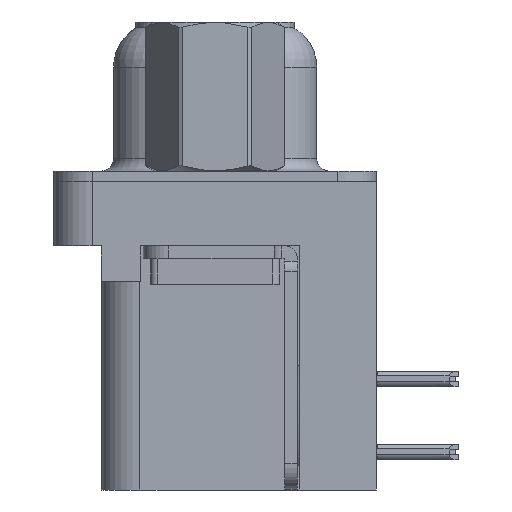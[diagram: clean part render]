
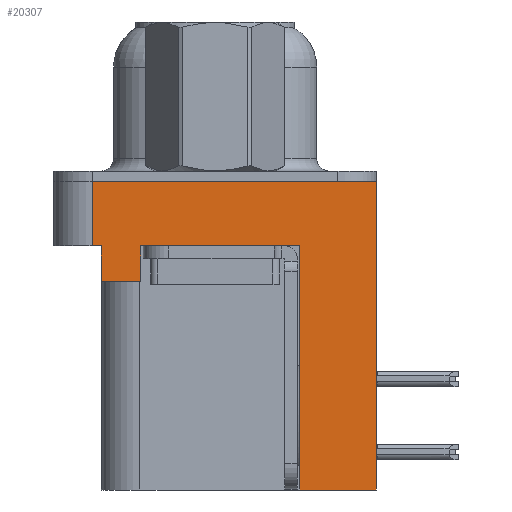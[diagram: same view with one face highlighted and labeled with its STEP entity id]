
A CAD part, left-side view. The second image highlights one B-rep face of the part: STEP entity #20307.
In plain terms, the highlighted planar face has unit normal (-1, 0, 0).
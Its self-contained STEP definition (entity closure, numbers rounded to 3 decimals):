
#125 = EDGE_CURVE ( 'NONE', #1698, #27223, #26140, .T. ) ;
#148 = CARTESIAN_POINT ( 'NONE',  ( -2.935, 4.425, -3.9 ) ) ;
#249 = DIRECTION ( 'NONE',  ( 0., 0., 1. ) ) ;
#453 = LINE ( 'NONE', #8864, #13036 ) ;
#603 = CARTESIAN_POINT ( 'NONE',  ( -2.935, -6.275, -12. ) ) ;
#708 = DIRECTION ( 'NONE',  ( 0., 0., 1. ) ) ;
#1226 = DIRECTION ( 'NONE',  ( -1., 0., 0. ) ) ;
#1698 = VERTEX_POINT ( 'NONE', #603 ) ;
#1779 = ORIENTED_EDGE ( 'NONE', *, *, #17554, .T. ) ;
#1837 = ORIENTED_EDGE ( 'NONE', *, *, #27674, .T. ) ;
#1858 = LINE ( 'NONE', #24780, #13283 ) ;
#2126 = CARTESIAN_POINT ( 'NONE',  ( -2.935, -6.275, 0. ) ) ;
#3071 = FACE_OUTER_BOUND ( 'NONE', #28704, .T. ) ;
#3077 = EDGE_CURVE ( 'NONE', #28541, #8110, #28785, .T. ) ;
#3191 = ORIENTED_EDGE ( 'NONE', *, *, #3077, .F. ) ;
#3443 = CARTESIAN_POINT ( 'NONE',  ( -2.935, -3.295, -12. ) ) ;
#3532 = CARTESIAN_POINT ( 'NONE',  ( -2.935, -6.275, -2.5 ) ) ;
#3571 = DIRECTION ( 'NONE',  ( 0., 0., 1. ) ) ;
#4385 = VECTOR ( 'NONE', #21955, 1000. ) ;
#4767 = LINE ( 'NONE', #2126, #4385 ) ;
#4810 = VERTEX_POINT ( 'NONE', #9748 ) ;
#5018 = VERTEX_POINT ( 'NONE', #25413 ) ;
#5561 = DIRECTION ( 'NONE',  ( 0., 1., 0. ) ) ;
#6095 = DIRECTION ( 'NONE',  ( 0., 0., 1. ) ) ;
#6442 = DIRECTION ( 'NONE',  ( 0., 0., 1. ) ) ;
#6461 = LINE ( 'NONE', #31186, #24567 ) ;
#6940 = CARTESIAN_POINT ( 'NONE',  ( -2.935, 4.425, -3.9 ) ) ;
#7048 = CARTESIAN_POINT ( 'NONE',  ( -2.935, -6.275, -2.5 ) ) ;
#7320 = ORIENTED_EDGE ( 'NONE', *, *, #17356, .F. ) ;
#8110 = VERTEX_POINT ( 'NONE', #12252 ) ;
#8113 = LINE ( 'NONE', #12505, #15135 ) ;
#8651 = ORIENTED_EDGE ( 'NONE', *, *, #12752, .T. ) ;
#8711 = VECTOR ( 'NONE', #14172, 1000. ) ;
#8864 = CARTESIAN_POINT ( 'NONE',  ( -2.935, 4.775, -2.5 ) ) ;
#9563 = DIRECTION ( 'NONE',  ( 0., 1., 0. ) ) ;
#9748 = CARTESIAN_POINT ( 'NONE',  ( -2.935, 4.775, 0. ) ) ;
#12252 = CARTESIAN_POINT ( 'NONE',  ( -2.935, -3.295, -2.5 ) ) ;
#12505 = CARTESIAN_POINT ( 'NONE',  ( -2.935, 4.425, -3.9 ) ) ;
#12651 = CARTESIAN_POINT ( 'NONE',  ( -2.935, 2.895, -3.9 ) ) ;
#12752 = EDGE_CURVE ( 'NONE', #31763, #25114, #6461, .T. ) ;
#13036 = VECTOR ( 'NONE', #6442, 1000. ) ;
#13283 = VECTOR ( 'NONE', #9563, 1000. ) ;
#13437 = AXIS2_PLACEMENT_3D ( 'NONE', #3532, #1226, #6095 ) ;
#14035 = ORIENTED_EDGE ( 'NONE', *, *, #30108, .F. ) ;
#14172 = DIRECTION ( 'NONE',  ( 0., -1., 0. ) ) ;
#15135 = VECTOR ( 'NONE', #5561, 1000. ) ;
#16561 = CARTESIAN_POINT ( 'NONE',  ( -2.935, 2.895, -2.5 ) ) ;
#17003 = LINE ( 'NONE', #7048, #21345 ) ;
#17356 = EDGE_CURVE ( 'NONE', #5018, #4810, #453, .T. ) ;
#17554 = EDGE_CURVE ( 'NONE', #25114, #8110, #23725, .T. ) ;
#17729 = ORIENTED_EDGE ( 'NONE', *, *, #125, .T. ) ;
#17780 = CARTESIAN_POINT ( 'NONE',  ( -2.935, -6.275, 0. ) ) ;
#20307 = ADVANCED_FACE ( 'NONE', ( #3071 ), #28170, .T. ) ;
#20414 = VECTOR ( 'NONE', #708, 1000. ) ;
#20692 = CARTESIAN_POINT ( 'NONE',  ( -2.935, 4.425, -2.5 ) ) ;
#21334 = ORIENTED_EDGE ( 'NONE', *, *, #23154, .F. ) ;
#21345 = VECTOR ( 'NONE', #29909, 1000. ) ;
#21383 = VERTEX_POINT ( 'NONE', #6940 ) ;
#21404 = EDGE_CURVE ( 'NONE', #1698, #28541, #1858, .T. ) ;
#21771 = VECTOR ( 'NONE', #24871, 1000. ) ;
#21955 = DIRECTION ( 'NONE',  ( 0., -1., 0. ) ) ;
#23154 = EDGE_CURVE ( 'NONE', #31763, #21383, #8113, .T. ) ;
#23725 = LINE ( 'NONE', #26457, #8711 ) ;
#24567 = VECTOR ( 'NONE', #3571, 1000. ) ;
#24780 = CARTESIAN_POINT ( 'NONE',  ( -2.935, -3.295, -12. ) ) ;
#24871 = DIRECTION ( 'NONE',  ( 0., 0., 1. ) ) ;
#25114 = VERTEX_POINT ( 'NONE', #16561 ) ;
#25214 = EDGE_CURVE ( 'NONE', #4810, #27223, #4767, .T. ) ;
#25413 = CARTESIAN_POINT ( 'NONE',  ( -2.935, 4.775, -2.5 ) ) ;
#25895 = ORIENTED_EDGE ( 'NONE', *, *, #21404, .F. ) ;
#26140 = LINE ( 'NONE', #32758, #21771 ) ;
#26457 = CARTESIAN_POINT ( 'NONE',  ( -2.935, -6.275, -2.5 ) ) ;
#27121 = CARTESIAN_POINT ( 'NONE',  ( -2.935, -3.295, -12. ) ) ;
#27223 = VERTEX_POINT ( 'NONE', #17780 ) ;
#27674 = EDGE_CURVE ( 'NONE', #5018, #32237, #17003, .T. ) ;
#28170 = PLANE ( 'NONE',  #13437 ) ;
#28541 = VERTEX_POINT ( 'NONE', #27121 ) ;
#28704 = EDGE_LOOP ( 'NONE', ( #30320, #7320, #1837, #14035, #21334, #8651, #1779, #3191, #25895, #17729 ) ) ;
#28775 = LINE ( 'NONE', #148, #29567 ) ;
#28785 = LINE ( 'NONE', #3443, #20414 ) ;
#29567 = VECTOR ( 'NONE', #249, 1000. ) ;
#29909 = DIRECTION ( 'NONE',  ( 0., -1., 0. ) ) ;
#30108 = EDGE_CURVE ( 'NONE', #21383, #32237, #28775, .T. ) ;
#30320 = ORIENTED_EDGE ( 'NONE', *, *, #25214, .F. ) ;
#31186 = CARTESIAN_POINT ( 'NONE',  ( -2.935, 2.895, -3.9 ) ) ;
#31763 = VERTEX_POINT ( 'NONE', #12651 ) ;
#32237 = VERTEX_POINT ( 'NONE', #20692 ) ;
#32758 = CARTESIAN_POINT ( 'NONE',  ( -2.935, -6.275, -2.5 ) ) ;
